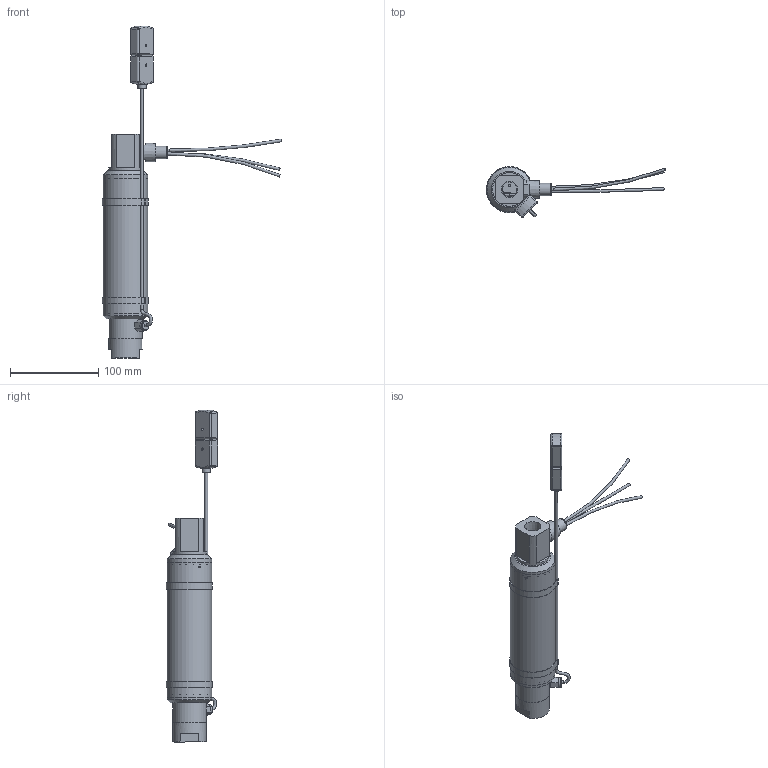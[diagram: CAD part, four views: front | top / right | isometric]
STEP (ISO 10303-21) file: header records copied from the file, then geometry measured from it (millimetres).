
FILE_DESCRIPTION(/* description */ ('Alibre Inc.'),/* implementation_level */ '2;1');
FILE_NAME(/* name */ 'export0',/* time_stamp */ '2014-04-21T10:07:42-04:00',/* author */ (''),/* organization */ (''),/* preprocessor_version */ 'ST-DEVELOPER v14',/* originating_system */ 'Alibre',/* authorisation */ '');
FILE_SCHEMA (('AUTOMOTIVE_DESIGN'));
Length unit declared in the file: centimetre
Bounding box: 203.31 x 58.05 x 376.82 mm (x, y, z)
Volume: 229052.7 mm3; surface area: 231168.3 mm2
Topology: 34 solids, 34 shells, 558 faces, 1371 edges, 879 vertices
Faces by surface type: cylinder 268, plane 230, cone 30, sphere 16, torus 7, bspline 4, revolution 3
Full cylindrical faces by diameter (mm): 2.54 x2, 2.921 x6, 3.048 x6, 3.15 x1, 3.175 x3, 3.302 x1, 3.454 x1, 3.937 x2, 3.988 x1, 4.826 x1, 4.877 x1, 5.334 x1, 5.563 x4, 6.223 x2, 7.75 x1, 7.798 x1, 9.525 x1, 10.998 x1, 11.129 x1, 11.14 x1, 14.275 x1, 14.315 x1, 14.63 x1, 14.998 x1, 15.9 x1, 18.258 x1, 20.574 x1, 21.59 x3, 22.606 x1, 24.384 x1
Entity records: 16981 total; most frequent: CARTESIAN_POINT 3788, DIRECTION 2648, ORIENTED_EDGE 2332, AXIS2_PLACEMENT_3D 1182, EDGE_CURVE 1166, VERTEX_POINT 817, EDGE_LOOP 763, FACE_BOUND 763
